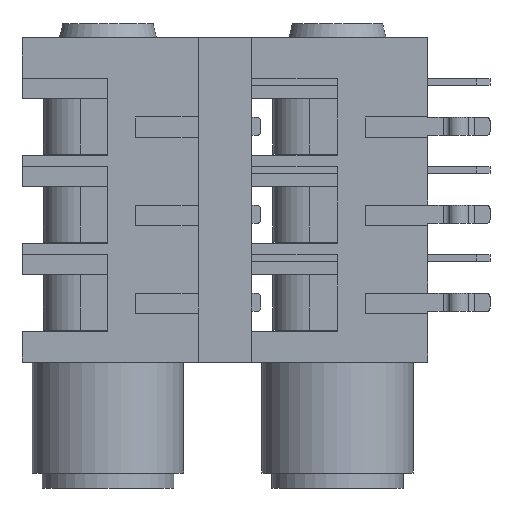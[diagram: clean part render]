
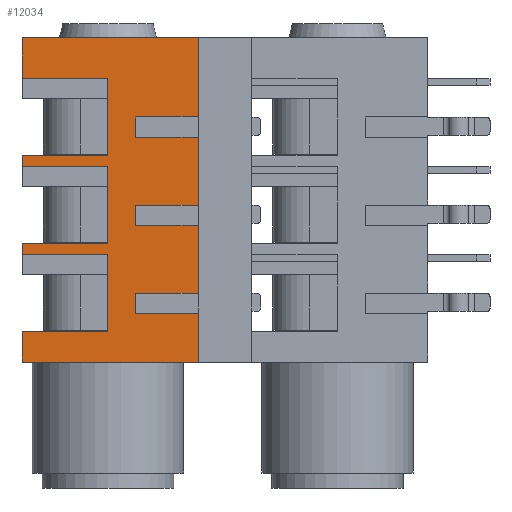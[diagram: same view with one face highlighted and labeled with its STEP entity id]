
A CAD part, left-side view. The second image highlights one B-rep face of the part: STEP entity #12034.
In plain terms, the highlighted planar face has unit normal (-1, 0, 0).
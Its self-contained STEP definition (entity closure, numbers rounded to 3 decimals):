
#426=PLANE('',#12855);
#982=FACE_OUTER_BOUND('',#1601,.T.);
#1601=EDGE_LOOP('',(#10493,#10494,#10495,#10496,#10497,#10498,#10499,#10500,
#10501,#10502,#10503,#10504,#10505,#10506,#10507,#10508,#10509,#10510,#10511,
#10512,#10513,#10514,#10515,#10516,#10517,#10518,#10519,#10520));
#2534=LINE('',#18360,#4008);
#2537=LINE('',#18366,#4011);
#2548=LINE('',#18390,#4022);
#2551=LINE('',#18396,#4025);
#2569=LINE('',#18435,#4043);
#2572=LINE('',#18441,#4046);
#2618=LINE('',#18531,#4092);
#2634=LINE('',#18563,#4108);
#2645=LINE('',#18585,#4119);
#2665=LINE('',#18624,#4139);
#2687=LINE('',#18667,#4161);
#2789=LINE('',#18865,#4263);
#2796=LINE('',#18879,#4270);
#2806=LINE('',#18897,#4280);
#2810=LINE('',#18904,#4284);
#2827=LINE('',#18936,#4301);
#2843=LINE('',#18961,#4317);
#2847=LINE('',#18969,#4321);
#2871=LINE('',#19018,#4345);
#2886=LINE('',#19050,#4360);
#2893=LINE('',#19064,#4367);
#2898=LINE('',#19074,#4372);
#2905=LINE('',#19086,#4379);
#2907=LINE('',#19089,#4381);
#2908=LINE('',#19092,#4382);
#2909=LINE('',#19093,#4383);
#2910=LINE('',#19095,#4384);
#2911=LINE('',#19096,#4385);
#4008=VECTOR('',#14858,10.);
#4011=VECTOR('',#14863,10.);
#4022=VECTOR('',#14880,10.);
#4025=VECTOR('',#14885,10.);
#4043=VECTOR('',#14913,10.);
#4046=VECTOR('',#14918,10.);
#4092=VECTOR('',#14976,10.);
#4108=VECTOR('',#14996,10.);
#4119=VECTOR('',#15011,10.);
#4139=VECTOR('',#15037,10.);
#4161=VECTOR('',#15065,10.);
#4263=VECTOR('',#15231,10.);
#4270=VECTOR('',#15244,10.);
#4280=VECTOR('',#15260,10.);
#4284=VECTOR('',#15266,10.);
#4301=VECTOR('',#15287,10.);
#4317=VECTOR('',#15303,10.);
#4321=VECTOR('',#15313,10.);
#4345=VECTOR('',#15379,10.);
#4360=VECTOR('',#15418,10.);
#4367=VECTOR('',#15431,10.);
#4372=VECTOR('',#15440,10.);
#4379=VECTOR('',#15453,10.);
#4381=VECTOR('',#15457,10.);
#4382=VECTOR('',#15460,10.);
#4383=VECTOR('',#15461,10.);
#4384=VECTOR('',#15462,10.);
#4385=VECTOR('',#15463,10.);
#5636=VERTEX_POINT('',#18356);
#5638=VERTEX_POINT('',#18359);
#5640=VERTEX_POINT('',#18365);
#5648=VERTEX_POINT('',#18386);
#5650=VERTEX_POINT('',#18389);
#5652=VERTEX_POINT('',#18395);
#5666=VERTEX_POINT('',#18431);
#5668=VERTEX_POINT('',#18434);
#5670=VERTEX_POINT('',#18440);
#5708=VERTEX_POINT('',#18529);
#5722=VERTEX_POINT('',#18561);
#5730=VERTEX_POINT('',#18582);
#5731=VERTEX_POINT('',#18584);
#5746=VERTEX_POINT('',#18621);
#5747=VERTEX_POINT('',#18623);
#5764=VERTEX_POINT('',#18664);
#5765=VERTEX_POINT('',#18666);
#5829=VERTEX_POINT('',#18864);
#5833=VERTEX_POINT('',#18878);
#5838=VERTEX_POINT('',#18896);
#5853=VERTEX_POINT('',#18935);
#5862=VERTEX_POINT('',#18959);
#5863=VERTEX_POINT('',#18968);
#5872=VERTEX_POINT('',#19049);
#5876=VERTEX_POINT('',#19063);
#5879=VERTEX_POINT('',#19073);
#5882=VERTEX_POINT('',#19091);
#5883=VERTEX_POINT('',#19094);
#7113=EDGE_CURVE('',#5638,#5636,#2534,.T.);
#7116=EDGE_CURVE('',#5640,#5638,#2537,.T.);
#7127=EDGE_CURVE('',#5650,#5648,#2548,.T.);
#7130=EDGE_CURVE('',#5652,#5650,#2551,.T.);
#7148=EDGE_CURVE('',#5668,#5666,#2569,.T.);
#7151=EDGE_CURVE('',#5670,#5668,#2572,.T.);
#7197=EDGE_CURVE('',#5666,#5708,#2618,.T.);
#7213=EDGE_CURVE('',#5648,#5722,#2634,.T.);
#7224=EDGE_CURVE('',#5731,#5730,#2645,.T.);
#7244=EDGE_CURVE('',#5747,#5746,#2665,.T.);
#7266=EDGE_CURVE('',#5765,#5764,#2687,.T.);
#7368=EDGE_CURVE('',#5829,#5670,#2789,.T.);
#7375=EDGE_CURVE('',#5833,#5765,#2796,.T.);
#7385=EDGE_CURVE('',#5838,#5731,#2806,.T.);
#7389=EDGE_CURVE('',#5722,#5640,#2810,.T.);
#7406=EDGE_CURVE('',#5853,#5829,#2827,.T.);
#7422=EDGE_CURVE('',#5636,#5862,#2843,.T.);
#7426=EDGE_CURVE('',#5863,#5747,#2847,.T.);
#7450=EDGE_CURVE('',#5708,#5652,#2871,.T.);
#7465=EDGE_CURVE('',#5872,#5838,#2886,.T.);
#7472=EDGE_CURVE('',#5876,#5833,#2893,.T.);
#7477=EDGE_CURVE('',#5879,#5863,#2898,.T.);
#7484=EDGE_CURVE('',#5876,#5746,#2905,.T.);
#7486=EDGE_CURVE('',#5879,#5730,#2907,.T.);
#7487=EDGE_CURVE('',#5882,#5862,#2908,.T.);
#7488=EDGE_CURVE('',#5872,#5882,#2909,.T.);
#7489=EDGE_CURVE('',#5883,#5764,#2910,.T.);
#7490=EDGE_CURVE('',#5853,#5883,#2911,.T.);
#10493=ORIENTED_EDGE('',*,*,#7113,.T.);
#10494=ORIENTED_EDGE('',*,*,#7422,.T.);
#10495=ORIENTED_EDGE('',*,*,#7487,.F.);
#10496=ORIENTED_EDGE('',*,*,#7488,.F.);
#10497=ORIENTED_EDGE('',*,*,#7465,.T.);
#10498=ORIENTED_EDGE('',*,*,#7385,.T.);
#10499=ORIENTED_EDGE('',*,*,#7224,.T.);
#10500=ORIENTED_EDGE('',*,*,#7486,.F.);
#10501=ORIENTED_EDGE('',*,*,#7477,.T.);
#10502=ORIENTED_EDGE('',*,*,#7426,.T.);
#10503=ORIENTED_EDGE('',*,*,#7244,.T.);
#10504=ORIENTED_EDGE('',*,*,#7484,.F.);
#10505=ORIENTED_EDGE('',*,*,#7472,.T.);
#10506=ORIENTED_EDGE('',*,*,#7375,.T.);
#10507=ORIENTED_EDGE('',*,*,#7266,.T.);
#10508=ORIENTED_EDGE('',*,*,#7489,.F.);
#10509=ORIENTED_EDGE('',*,*,#7490,.F.);
#10510=ORIENTED_EDGE('',*,*,#7406,.T.);
#10511=ORIENTED_EDGE('',*,*,#7368,.T.);
#10512=ORIENTED_EDGE('',*,*,#7151,.T.);
#10513=ORIENTED_EDGE('',*,*,#7148,.T.);
#10514=ORIENTED_EDGE('',*,*,#7197,.T.);
#10515=ORIENTED_EDGE('',*,*,#7450,.T.);
#10516=ORIENTED_EDGE('',*,*,#7130,.T.);
#10517=ORIENTED_EDGE('',*,*,#7127,.T.);
#10518=ORIENTED_EDGE('',*,*,#7213,.T.);
#10519=ORIENTED_EDGE('',*,*,#7389,.T.);
#10520=ORIENTED_EDGE('',*,*,#7116,.T.);
#12034=ADVANCED_FACE('',(#982),#426,.T.);
#12855=AXIS2_PLACEMENT_3D('',#19090,#15458,#15459);
#14858=DIRECTION('',(0.,-1.,0.));
#14863=DIRECTION('',(0.,0.,1.));
#14880=DIRECTION('',(0.,-1.,0.));
#14885=DIRECTION('',(0.,0.,1.));
#14913=DIRECTION('',(0.,-1.,0.));
#14918=DIRECTION('',(0.,0.,1.));
#14976=DIRECTION('',(0.,0.,1.));
#14996=DIRECTION('',(0.,0.,1.));
#15011=DIRECTION('',(0.,1.,0.));
#15037=DIRECTION('',(0.,1.,0.));
#15065=DIRECTION('',(0.,1.,0.));
#15231=DIRECTION('',(0.,1.,0.));
#15244=DIRECTION('',(0.,0.,-1.));
#15260=DIRECTION('',(0.,0.,-1.));
#15266=DIRECTION('',(0.,1.,0.));
#15287=DIRECTION('',(0.,0.,1.));
#15303=DIRECTION('',(0.,0.,1.));
#15313=DIRECTION('',(0.,0.,-1.));
#15379=DIRECTION('',(0.,1.,0.));
#15418=DIRECTION('',(0.,-1.,0.));
#15431=DIRECTION('',(0.,-1.,0.));
#15440=DIRECTION('',(0.,-1.,0.));
#15453=DIRECTION('',(0.,0.,1.));
#15457=DIRECTION('',(0.,0.,1.));
#15458=DIRECTION('center_axis',(-1.,0.,0.));
#15459=DIRECTION('ref_axis',(0.,-1.,0.));
#15460=DIRECTION('',(0.,-1.,0.));
#15461=DIRECTION('',(0.,0.,1.));
#15462=DIRECTION('',(0.,0.,1.));
#15463=DIRECTION('',(0.,1.,0.));
#18356=CARTESIAN_POINT('',(-8.,10.05,17.675));
#18359=CARTESIAN_POINT('',(-8.,14.55,17.675));
#18360=CARTESIAN_POINT('',(-8.,16.4,17.675));
#18365=CARTESIAN_POINT('',(-8.,14.55,16.2));
#18366=CARTESIAN_POINT('',(-8.,14.55,8.469));
#18386=CARTESIAN_POINT('',(-8.,10.05,11.325));
#18389=CARTESIAN_POINT('',(-8.,14.55,11.325));
#18390=CARTESIAN_POINT('',(-8.,16.4,11.325));
#18395=CARTESIAN_POINT('',(-8.,14.55,9.85));
#18396=CARTESIAN_POINT('',(-8.,14.55,5.294));
#18431=CARTESIAN_POINT('',(-8.,10.05,4.975));
#18434=CARTESIAN_POINT('',(-8.,14.55,4.975));
#18435=CARTESIAN_POINT('',(-8.,16.4,4.975));
#18440=CARTESIAN_POINT('',(-8.,14.55,3.5));
#18441=CARTESIAN_POINT('',(-8.,14.55,2.119));
#18529=CARTESIAN_POINT('',(-8.,10.05,9.85));
#18531=CARTESIAN_POINT('',(-8.,10.05,0.));
#18561=CARTESIAN_POINT('',(-8.,10.05,16.2));
#18563=CARTESIAN_POINT('',(-8.,10.05,0.));
#18582=CARTESIAN_POINT('',(-8.,22.75,14.9));
#18584=CARTESIAN_POINT('',(-8.,16.55,14.9));
#18585=CARTESIAN_POINT('',(-8.,22.75,14.9));
#18621=CARTESIAN_POINT('',(-8.,22.75,8.55));
#18623=CARTESIAN_POINT('',(-8.,16.55,8.55));
#18624=CARTESIAN_POINT('',(-8.,22.75,8.55));
#18664=CARTESIAN_POINT('',(-8.,22.75,2.2));
#18666=CARTESIAN_POINT('',(-8.,16.55,2.2));
#18667=CARTESIAN_POINT('',(-8.,22.75,2.2));
#18864=CARTESIAN_POINT('',(-8.,10.05,3.5));
#18865=CARTESIAN_POINT('',(-8.,16.4,3.5));
#18878=CARTESIAN_POINT('',(-8.,16.55,7.75));
#18879=CARTESIAN_POINT('',(-8.,16.55,3.513));
#18896=CARTESIAN_POINT('',(-8.,16.55,20.45));
#18897=CARTESIAN_POINT('',(-8.,16.55,9.863));
#18904=CARTESIAN_POINT('',(-8.,16.4,16.2));
#18935=CARTESIAN_POINT('',(-8.,10.05,0.));
#18936=CARTESIAN_POINT('',(-8.,10.05,0.));
#18959=CARTESIAN_POINT('',(-8.,10.05,23.4));
#18961=CARTESIAN_POINT('',(-8.,10.05,0.));
#18968=CARTESIAN_POINT('',(-8.,16.55,14.1));
#18969=CARTESIAN_POINT('',(-8.,16.55,6.688));
#19018=CARTESIAN_POINT('',(-8.,16.4,9.85));
#19049=CARTESIAN_POINT('',(-8.,22.75,20.45));
#19050=CARTESIAN_POINT('',(-8.,22.75,20.45));
#19063=CARTESIAN_POINT('',(-8.,22.75,7.75));
#19064=CARTESIAN_POINT('',(-8.,22.75,7.75));
#19073=CARTESIAN_POINT('',(-8.,22.75,14.1));
#19074=CARTESIAN_POINT('',(-8.,22.75,14.1));
#19086=CARTESIAN_POINT('',(-8.,22.75,0.));
#19089=CARTESIAN_POINT('',(-8.,22.75,0.));
#19090=CARTESIAN_POINT('Origin',(-8.,22.75,0.));
#19091=CARTESIAN_POINT('',(-8.,22.75,23.4));
#19092=CARTESIAN_POINT('',(-8.,10.05,23.4));
#19093=CARTESIAN_POINT('',(-8.,22.75,0.));
#19094=CARTESIAN_POINT('',(-8.,22.75,0.));
#19095=CARTESIAN_POINT('',(-8.,22.75,0.));
#19096=CARTESIAN_POINT('',(-8.,10.05,0.));
